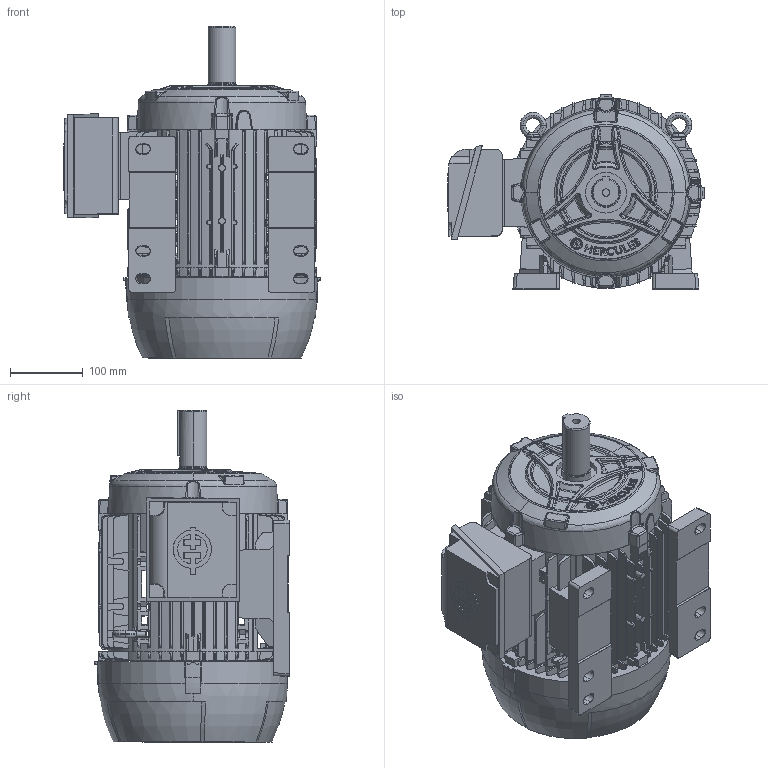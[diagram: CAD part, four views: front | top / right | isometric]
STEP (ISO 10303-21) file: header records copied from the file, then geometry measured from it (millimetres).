
FILE_DESCRIPTION (( 'STEP AP203' ), '1' );
FILE_NAME ('132S_CP_ST_RIGHT.STEP', '2022-07-26T20:06:02', ( '' ), ( '' ), 'SwSTEP 2.0', 'SolidWorks 2020', '' );
FILE_SCHEMA (( 'CONFIG_CONTROL_DESIGN' ));
Products named in the file (1): 132S_CP_ST_RIGHT
Bounding box: 352.04 x 266.9 x 456 mm (x, y, z)
Surface area: 871768.4 mm2 (no closed solid volume)
Topology: 0 solids, 27 shells, 2484 faces, 7449 edges, 4961 vertices
Faces by surface type: plane 1225, bspline 466, cone 397, cylinder 195, torus 156, sphere 45
Entity records: 104596 total; most frequent: CARTESIAN_POINT 44665, ORIENTED_EDGE 13249, DIRECTION 10476, EDGE_CURVE 7441, VERTEX_POINT 4961, AXIS2_PLACEMENT_3D 3663, LINE 3150, VECTOR 3150
